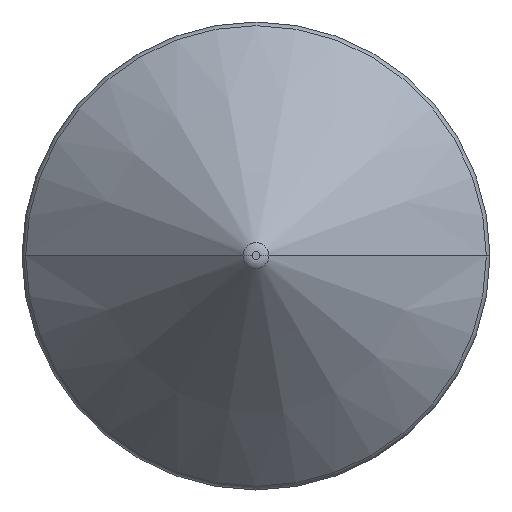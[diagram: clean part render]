
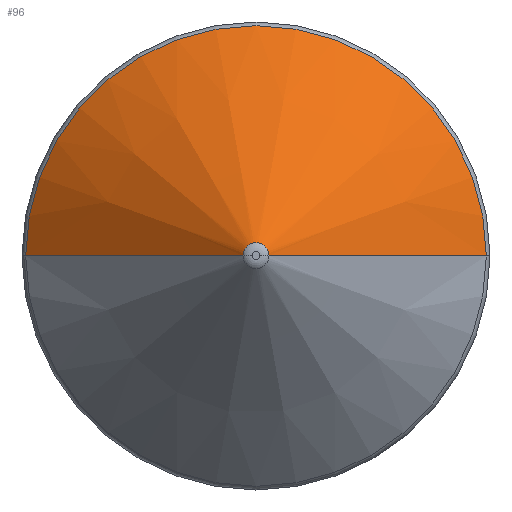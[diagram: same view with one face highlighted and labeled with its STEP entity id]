
A CAD part, top view. The second image highlights one B-rep face of the part: STEP entity #96.
In plain terms, the highlighted conical face has half-angle 45 degrees and reference radius 0.816 mm.
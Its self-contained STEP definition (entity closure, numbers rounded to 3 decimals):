
#17 = ORIENTED_EDGE ( 'NONE', *, *, #90, .T. ) ;
#19 = ORIENTED_EDGE ( 'NONE', *, *, #94, .F. ) ;
#90 = EDGE_CURVE ( 'NONE', #262, #295, #474, .T. ) ;
#94 = EDGE_CURVE ( 'NONE', #260, #295, #447, .T. ) ;
#96 = ADVANCED_FACE ( 'NONE', ( #481 ), #488, .T. ) ;
#97 = ORIENTED_EDGE ( 'NONE', *, *, #98, .T. ) ;
#98 = EDGE_CURVE ( 'NONE', #259, #262, #487, .T. ) ;
#149 = DIRECTION ( 'NONE',  ( 0.707, 0., -0.707 ) ) ;
#233 = EDGE_LOOP ( 'NONE', ( #298, #97, #17, #19 ) ) ;
#259 = VERTEX_POINT ( 'NONE', #490 ) ;
#260 = VERTEX_POINT ( 'NONE', #493 ) ;
#262 = VERTEX_POINT ( 'NONE', #537 ) ;
#295 = VERTEX_POINT ( 'NONE', #521 ) ;
#296 = EDGE_CURVE ( 'NONE', #259, #260, #552, .T. ) ;
#298 = ORIENTED_EDGE ( 'NONE', *, *, #296, .F. ) ;
#440 = AXIS2_PLACEMENT_3D ( 'NONE', #443, #455, #484 ) ;
#441 = VECTOR ( 'NONE', #453, 1000. ) ;
#442 = CARTESIAN_POINT ( 'NONE',  ( -0.816, 0., 119.766 ) ) ;
#443 = CARTESIAN_POINT ( 'NONE',  ( 0., 0., 119.766 ) ) ;
#447 = LINE ( 'NONE', #442, #441 ) ;
#449 = DIRECTION ( 'NONE',  ( 1., 0., 0. ) ) ;
#450 = DIRECTION ( 'NONE',  ( 0., 0., 1. ) ) ;
#453 = DIRECTION ( 'NONE',  ( -0.707, 0., -0.707 ) ) ;
#455 = DIRECTION ( 'NONE',  ( 0., 0., -1. ) ) ;
#460 = AXIS2_PLACEMENT_3D ( 'NONE', #482, #450, #449 ) ;
#474 = CIRCLE ( 'NONE', #460, 14.41 ) ;
#481 = FACE_OUTER_BOUND ( 'NONE', #233, .T. ) ;
#482 = CARTESIAN_POINT ( 'NONE',  ( 0., 0., 106.171 ) ) ;
#484 = DIRECTION ( 'NONE',  ( -1., 0., 0. ) ) ;
#485 = VECTOR ( 'NONE', #149, 1000. ) ;
#486 = CARTESIAN_POINT ( 'NONE',  ( 0.816, 0., 119.766 ) ) ;
#487 = LINE ( 'NONE', #486, #485 ) ;
#488 = CONICAL_SURFACE ( 'NONE', #440, 0.816, 0.785 ) ;
#490 = CARTESIAN_POINT ( 'NONE',  ( 0.816, 0., 119.766 ) ) ;
#493 = CARTESIAN_POINT ( 'NONE',  ( -0.816, 0., 119.766 ) ) ;
#521 = CARTESIAN_POINT ( 'NONE',  ( -14.41, 0., 106.171 ) ) ;
#537 = CARTESIAN_POINT ( 'NONE',  ( 14.41, 0., 106.171 ) ) ;
#549 = DIRECTION ( 'NONE',  ( 1., 0., 0. ) ) ;
#550 = DIRECTION ( 'NONE',  ( 0., 0., 1. ) ) ;
#551 = CARTESIAN_POINT ( 'NONE',  ( 0., 0., 119.766 ) ) ;
#552 = CIRCLE ( 'NONE', #563, 0.816 ) ;
#563 = AXIS2_PLACEMENT_3D ( 'NONE', #551, #550, #549 ) ;
